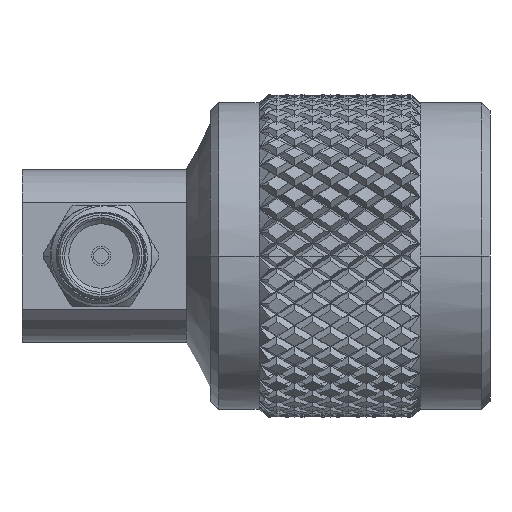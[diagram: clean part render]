
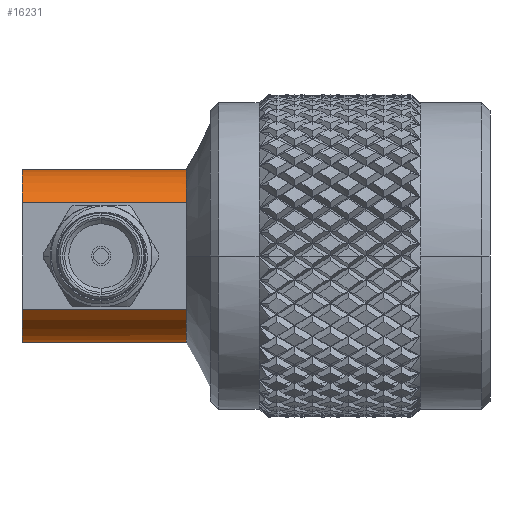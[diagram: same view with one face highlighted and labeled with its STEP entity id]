
A CAD part, left-side view. The second image highlights one B-rep face of the part: STEP entity #16231.
In plain terms, the highlighted cylindrical face has radius 5.395 mm (diameter 10.79 mm), a partial arc.
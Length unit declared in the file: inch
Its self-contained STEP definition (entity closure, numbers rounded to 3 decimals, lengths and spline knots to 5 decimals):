
#898 = AXIS2_PLACEMENT_3D ( 'NONE', #24407, #51862, #1523 ) ;
#1523 = DIRECTION ( 'NONE',  ( 0., 0., 1. ) ) ;
#2539 = EDGE_CURVE ( 'NONE', #29246, #29799, #71484, .T. ) ;
#2639 = EDGE_CURVE ( 'NONE', #45872, #16455, #73733, .T. ) ;
#3588 = EDGE_CURVE ( 'NONE', #65740, #29246, #80449, .T. ) ;
#3710 = DIRECTION ( 'NONE',  ( -1., 0., 0. ) ) ;
#4081 = DIRECTION ( 'NONE',  ( -1., 0., 0. ) ) ;
#4884 = ORIENTED_EDGE ( 'NONE', *, *, #2539, .F. ) ;
#7002 = CARTESIAN_POINT ( 'NONE',  ( 0.46208, -0.13037, 0.16769 ) ) ;
#10244 = DIRECTION ( 'NONE',  ( -1., 0., 0. ) ) ;
#10267 = DIRECTION ( 'NONE',  ( 0., 0., 1. ) ) ;
#11264 = DIRECTION ( 'NONE',  ( 0., 0., 1. ) ) ;
#12147 = DIRECTION ( 'NONE',  ( 0., 0., 1. ) ) ;
#12393 = ORIENTED_EDGE ( 'NONE', *, *, #3588, .F. ) ;
#16231 = ADVANCED_FACE ( 'NONE', ( #21811 ), #20646, .T. ) ;
#16432 = DIRECTION ( 'NONE',  ( 1., 0., 0. ) ) ;
#16455 = VERTEX_POINT ( 'NONE', #7002 ) ;
#17560 = ORIENTED_EDGE ( 'NONE', *, *, #2639, .T. ) ;
#20646 = CYLINDRICAL_SURFACE ( 'NONE', #86509, 0.21241 ) ;
#21811 = FACE_OUTER_BOUND ( 'NONE', #63579, .T. ) ;
#24407 = CARTESIAN_POINT ( 'NONE',  ( 0.05962, 0., 0. ) ) ;
#26270 = DIRECTION ( 'NONE',  ( 1., 0., 0. ) ) ;
#29246 = VERTEX_POINT ( 'NONE', #34268 ) ;
#29799 = VERTEX_POINT ( 'NONE', #40445 ) ;
#34268 = CARTESIAN_POINT ( 'NONE',  ( 0.05962, 0., -0.21241 ) ) ;
#40445 = CARTESIAN_POINT ( 'NONE',  ( 0.05962, -0.13037, 0.16769 ) ) ;
#42729 = EDGE_CURVE ( 'NONE', #29799, #16455, #58162, .T. ) ;
#45872 = VERTEX_POINT ( 'NONE', #92132 ) ;
#51862 = DIRECTION ( 'NONE',  ( -1., 0., 0. ) ) ;
#52438 = CARTESIAN_POINT ( 'NONE',  ( 0.05962, 0.13037, 0.16769 ) ) ;
#53261 = ORIENTED_EDGE ( 'NONE', *, *, #42729, .F. ) ;
#55053 = CARTESIAN_POINT ( 'NONE',  ( -5.70743, 0., 0. ) ) ;
#55245 = ORIENTED_EDGE ( 'NONE', *, *, #75420, .T. ) ;
#55324 = CARTESIAN_POINT ( 'NONE',  ( 0.05962, 0., 0. ) ) ;
#58162 = LINE ( 'NONE', #59692, #80703 ) ;
#58842 = LINE ( 'NONE', #61679, #91584 ) ;
#58866 = AXIS2_PLACEMENT_3D ( 'NONE', #68009, #3710, #10267 ) ;
#59692 = CARTESIAN_POINT ( 'NONE',  ( 0.05962, -0.13037, 0.16769 ) ) ;
#61679 = CARTESIAN_POINT ( 'NONE',  ( 0.05962, 0.13037, 0.16769 ) ) ;
#62605 = AXIS2_PLACEMENT_3D ( 'NONE', #55324, #10244, #12147 ) ;
#63579 = EDGE_LOOP ( 'NONE', ( #17560, #53261, #4884, #12393, #55245 ) ) ;
#65740 = VERTEX_POINT ( 'NONE', #52438 ) ;
#68009 = CARTESIAN_POINT ( 'NONE',  ( 0.46208, 0., 0. ) ) ;
#71484 = CIRCLE ( 'NONE', #898, 0.21241 ) ;
#73733 = CIRCLE ( 'NONE', #58866, 0.21241 ) ;
#75420 = EDGE_CURVE ( 'NONE', #65740, #45872, #58842, .T. ) ;
#80449 = CIRCLE ( 'NONE', #62605, 0.21241 ) ;
#80703 = VECTOR ( 'NONE', #16432, 39.37008 ) ;
#86509 = AXIS2_PLACEMENT_3D ( 'NONE', #55053, #4081, #11264 ) ;
#91584 = VECTOR ( 'NONE', #26270, 39.37008 ) ;
#92132 = CARTESIAN_POINT ( 'NONE',  ( 0.46208, 0.13037, 0.16769 ) ) ;
